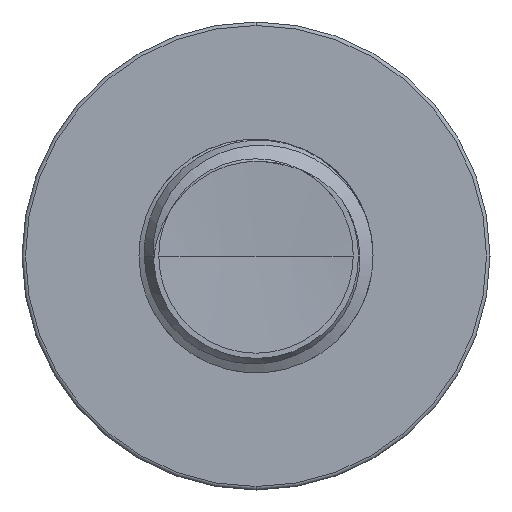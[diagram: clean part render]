
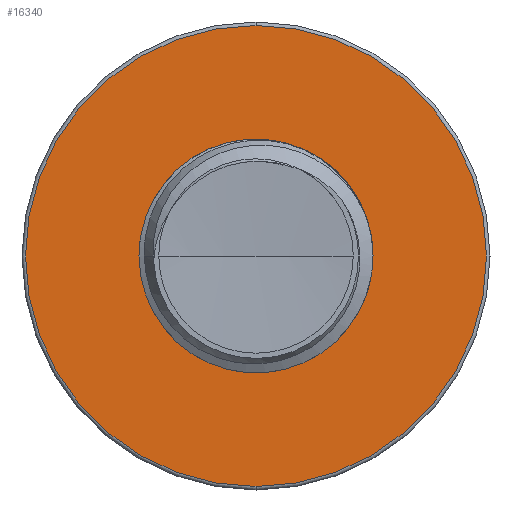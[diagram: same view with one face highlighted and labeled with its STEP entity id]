
A CAD part, front view. The second image highlights one B-rep face of the part: STEP entity #16340.
In plain terms, the highlighted planar face has unit normal (0, -1, 0).
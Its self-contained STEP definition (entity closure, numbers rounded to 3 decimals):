
#236 = DIRECTION ( 'NONE',  ( 0., -1., 0. ) ) ;
#328 = DIRECTION ( 'NONE',  ( 0., 0., -1. ) ) ;
#482 = CIRCLE ( 'NONE', #7886, 3.99 ) ;
#772 = ORIENTED_EDGE ( 'NONE', *, *, #12373, .T. ) ;
#1108 = DIRECTION ( 'NONE',  ( 0., 0., -1. ) ) ;
#1178 = VERTEX_POINT ( 'NONE', #1565 ) ;
#1391 = ORIENTED_EDGE ( 'NONE', *, *, #11925, .T. ) ;
#1435 = ORIENTED_EDGE ( 'NONE', *, *, #11002, .F. ) ;
#1565 = CARTESIAN_POINT ( 'NONE',  ( 0., 8., -7.88 ) ) ;
#1642 = CARTESIAN_POINT ( 'NONE',  ( 0., 8., 3.99 ) ) ;
#2121 = ORIENTED_EDGE ( 'NONE', *, *, #9617, .F. ) ;
#3749 = AXIS2_PLACEMENT_3D ( 'NONE', #17058, #9099, #1108 ) ;
#4015 = FACE_BOUND ( 'NONE', #6446, .T. ) ;
#5195 = CARTESIAN_POINT ( 'NONE',  ( 0., 8., 7.88 ) ) ;
#5304 = CARTESIAN_POINT ( 'NONE',  ( 0., 8., 0. ) ) ;
#5874 = CARTESIAN_POINT ( 'NONE',  ( 0., 8., 0. ) ) ;
#5876 = CIRCLE ( 'NONE', #16767, 7.88 ) ;
#6446 = EDGE_LOOP ( 'NONE', ( #2121, #1435 ) ) ;
#6655 = DIRECTION ( 'NONE',  ( 0., 0., -1. ) ) ;
#7118 = FACE_OUTER_BOUND ( 'NONE', #10468, .T. ) ;
#7225 = DIRECTION ( 'NONE',  ( 0., 0., -1. ) ) ;
#7886 = AXIS2_PLACEMENT_3D ( 'NONE', #5874, #15160, #7225 ) ;
#8256 = CARTESIAN_POINT ( 'NONE',  ( 0., 8., 0. ) ) ;
#8343 = DIRECTION ( 'NONE',  ( 0., -1., 0. ) ) ;
#9099 = DIRECTION ( 'NONE',  ( 0., -1., 0. ) ) ;
#9280 = CIRCLE ( 'NONE', #3749, 3.99 ) ;
#9476 = CARTESIAN_POINT ( 'NONE',  ( 0., 8., -3.99 ) ) ;
#9539 = AXIS2_PLACEMENT_3D ( 'NONE', #1642, #8343, #328 ) ;
#9586 = DIRECTION ( 'NONE',  ( 0., 0., -1. ) ) ;
#9617 = EDGE_CURVE ( 'NONE', #15010, #11827, #9280, .T. ) ;
#10468 = EDGE_LOOP ( 'NONE', ( #772, #1391 ) ) ;
#11002 = EDGE_CURVE ( 'NONE', #11827, #15010, #482, .T. ) ;
#11417 = AXIS2_PLACEMENT_3D ( 'NONE', #5304, #14588, #6655 ) ;
#11827 = VERTEX_POINT ( 'NONE', #15874 ) ;
#11925 = EDGE_CURVE ( 'NONE', #14795, #1178, #12964, .T. ) ;
#12373 = EDGE_CURVE ( 'NONE', #1178, #14795, #5876, .T. ) ;
#12964 = CIRCLE ( 'NONE', #11417, 7.88 ) ;
#14588 = DIRECTION ( 'NONE',  ( 0., -1., 0. ) ) ;
#14795 = VERTEX_POINT ( 'NONE', #5195 ) ;
#15010 = VERTEX_POINT ( 'NONE', #9476 ) ;
#15160 = DIRECTION ( 'NONE',  ( 0., -1., 0. ) ) ;
#15874 = CARTESIAN_POINT ( 'NONE',  ( 0., 8., 3.99 ) ) ;
#16287 = PLANE ( 'NONE',  #9539 ) ;
#16340 = ADVANCED_FACE ( 'NONE', ( #7118, #4015 ), #16287, .T. ) ;
#16767 = AXIS2_PLACEMENT_3D ( 'NONE', #8256, #236, #9586 ) ;
#17058 = CARTESIAN_POINT ( 'NONE',  ( 0., 8., 0. ) ) ;
